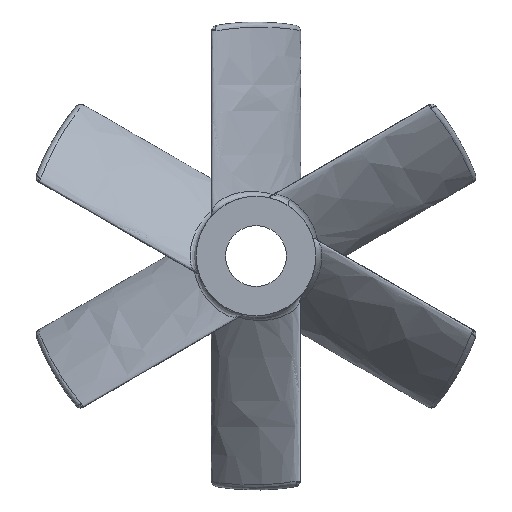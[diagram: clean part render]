
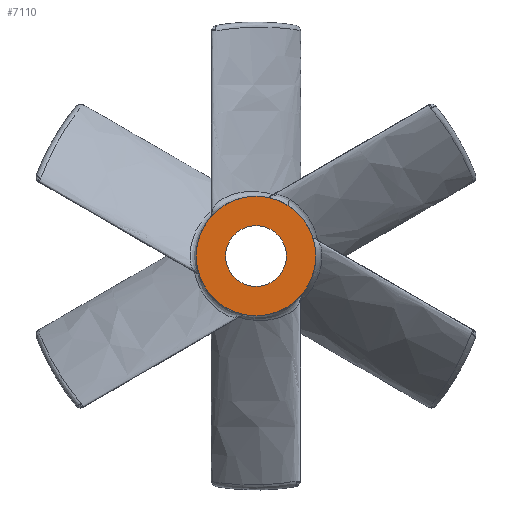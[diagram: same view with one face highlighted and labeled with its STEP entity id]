
A CAD part, left-side view. The second image highlights one B-rep face of the part: STEP entity #7110.
In plain terms, the highlighted planar face has unit normal (-1, 0, 0).
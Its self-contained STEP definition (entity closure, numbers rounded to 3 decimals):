
#1202 = AXIS2_PLACEMENT_3D ( 'NONE', #3837, #8829, #14265 ) ;
#1511 = EDGE_CURVE ( 'NONE', #9534, #3193, #15004, .T. ) ;
#2269 = ORIENTED_EDGE ( 'NONE', *, *, #4584, .F. ) ;
#2290 = AXIS2_PLACEMENT_3D ( 'NONE', #7364, #8641, #5764 ) ;
#2554 = CIRCLE ( 'NONE', #14738, 3.05 ) ;
#3193 = VERTEX_POINT ( 'NONE', #11317 ) ;
#3652 = CIRCLE ( 'NONE', #6353, 3.05 ) ;
#3837 = CARTESIAN_POINT ( 'NONE',  ( -5.25, 3.05, 0. ) ) ;
#4559 = CARTESIAN_POINT ( 'NONE',  ( -5.25, 3.05, 0. ) ) ;
#4584 = EDGE_CURVE ( 'NONE', #11860, #8600, #2554, .T. ) ;
#4899 = DIRECTION ( 'NONE',  ( 0., -1., 0. ) ) ;
#5014 = FACE_OUTER_BOUND ( 'NONE', #8878, .T. ) ;
#5764 = DIRECTION ( 'NONE',  ( 0., -1., 0. ) ) ;
#6353 = AXIS2_PLACEMENT_3D ( 'NONE', #7362, #7281, #4899 ) ;
#6908 = CARTESIAN_POINT ( 'NONE',  ( -5.25, 0., 0. ) ) ;
#7110 = ADVANCED_FACE ( 'NONE', ( #8999, #5014 ), #10435, .F. ) ;
#7153 = DIRECTION ( 'NONE',  ( 0., -1., 0. ) ) ;
#7281 = DIRECTION ( 'NONE',  ( -1., 0., 0. ) ) ;
#7362 = CARTESIAN_POINT ( 'NONE',  ( -5.25, 0., 0. ) ) ;
#7364 = CARTESIAN_POINT ( 'NONE',  ( -5.25, 0., 0. ) ) ;
#8261 = CIRCLE ( 'NONE', #2290, 6. ) ;
#8600 = VERTEX_POINT ( 'NONE', #4559 ) ;
#8641 = DIRECTION ( 'NONE',  ( -1., 0., 0. ) ) ;
#8829 = DIRECTION ( 'NONE',  ( 1., 0., 0. ) ) ;
#8878 = EDGE_LOOP ( 'NONE', ( #11943, #16065 ) ) ;
#8999 = FACE_BOUND ( 'NONE', #13114, .T. ) ;
#9524 = DIRECTION ( 'NONE',  ( -1., 0., 0. ) ) ;
#9534 = VERTEX_POINT ( 'NONE', #10894 ) ;
#9548 = DIRECTION ( 'NONE',  ( -1., 0., 0. ) ) ;
#10435 = PLANE ( 'NONE',  #1202 ) ;
#10487 = DIRECTION ( 'NONE',  ( 0., -1., 0. ) ) ;
#10894 = CARTESIAN_POINT ( 'NONE',  ( -5.25, -6., 0. ) ) ;
#10937 = CARTESIAN_POINT ( 'NONE',  ( -5.25, -3.05, 0. ) ) ;
#11317 = CARTESIAN_POINT ( 'NONE',  ( -5.25, 6., 0. ) ) ;
#11846 = EDGE_CURVE ( 'NONE', #3193, #9534, #8261, .T. ) ;
#11860 = VERTEX_POINT ( 'NONE', #10937 ) ;
#11943 = ORIENTED_EDGE ( 'NONE', *, *, #1511, .T. ) ;
#12852 = AXIS2_PLACEMENT_3D ( 'NONE', #6908, #9524, #7153 ) ;
#13114 = EDGE_LOOP ( 'NONE', ( #2269, #15111 ) ) ;
#14265 = DIRECTION ( 'NONE',  ( 0., 1., 0. ) ) ;
#14528 = EDGE_CURVE ( 'NONE', #8600, #11860, #3652, .T. ) ;
#14738 = AXIS2_PLACEMENT_3D ( 'NONE', #15980, #9548, #10487 ) ;
#15004 = CIRCLE ( 'NONE', #12852, 6. ) ;
#15111 = ORIENTED_EDGE ( 'NONE', *, *, #14528, .F. ) ;
#15980 = CARTESIAN_POINT ( 'NONE',  ( -5.25, 0., 0. ) ) ;
#16065 = ORIENTED_EDGE ( 'NONE', *, *, #11846, .T. ) ;
